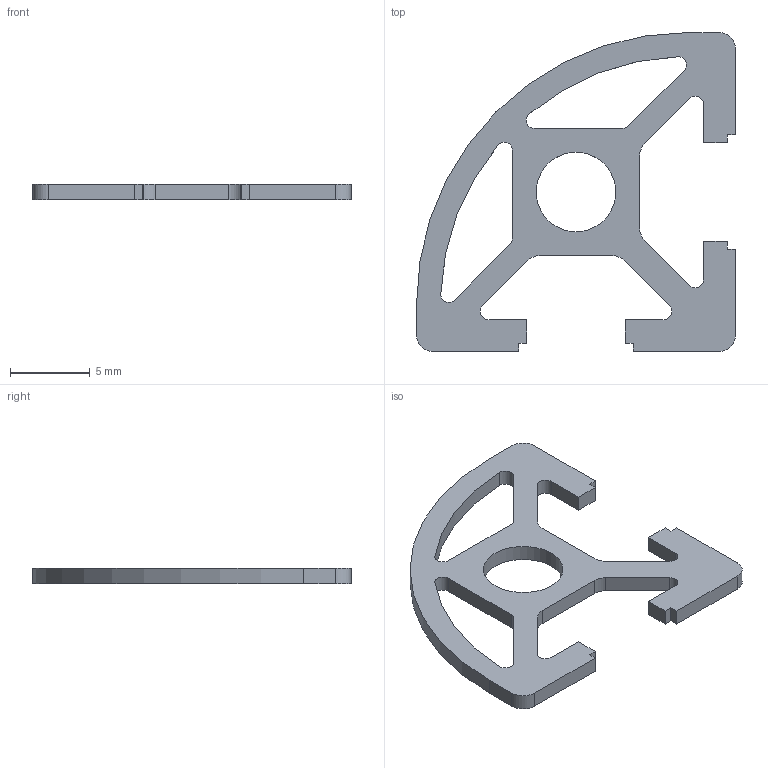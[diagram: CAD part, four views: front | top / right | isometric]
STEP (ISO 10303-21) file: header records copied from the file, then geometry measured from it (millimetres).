
FILE_DESCRIPTION(/* description */ ('Profilo 20x20 raggiato'),/* implementation_level */ '2;1');
FILE_NAME(/* name */ 'PG2020R.stp',/* time_stamp */ '2022-06-18T10:02:10+02:00',/* author */ ('stefan.nesic'),/* organization */ (''),/* preprocessor_version */ 'ST-DEVELOPER v18.1',/* originating_system */ 'Autodesk Inventor 2021',/* authorisation */ '');
FILE_SCHEMA (('AUTOMOTIVE_DESIGN { 1 0 10303 214 3 1 1 }'));
Length unit declared in the file: millimetre
Products named in the file (1): PG2020R---1,0
Bounding box: 20 x 20 x 1 mm (x, y, z)
Volume: 165.6 mm3; surface area: 504 mm2
Topology: 1 solids, 1 shells, 55 faces, 159 edges, 106 vertices
Faces by surface type: plane 34, cylinder 21
Full cylindrical faces by diameter (mm): 5 x1
Entity records: 1868 total; most frequent: CARTESIAN_POINT 321, ORIENTED_EDGE 318, DIRECTION 313, EDGE_CURVE 159, LINE 117, VECTOR 117, VERTEX_POINT 106, AXIS2_PLACEMENT_3D 98
